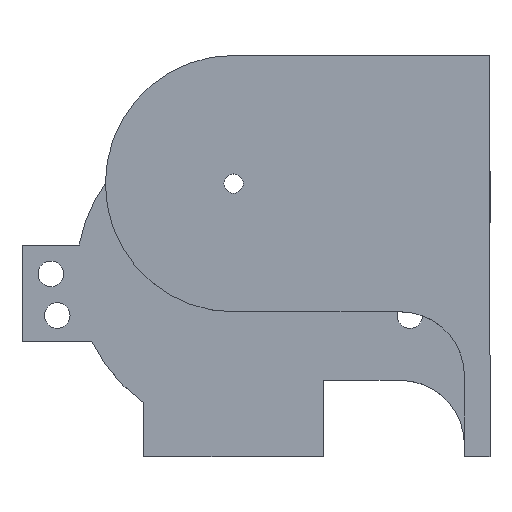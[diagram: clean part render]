
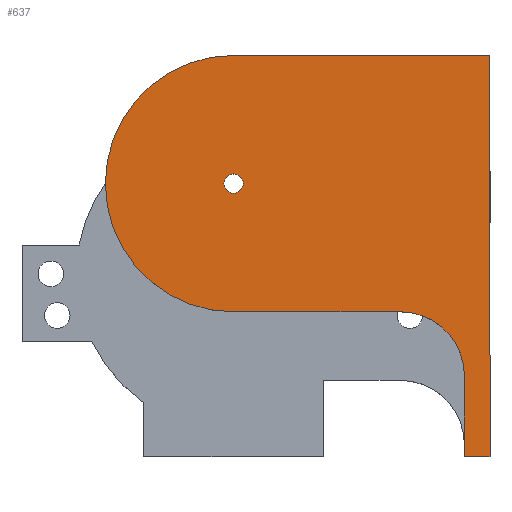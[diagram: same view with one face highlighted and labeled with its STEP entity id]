
A CAD part, top view. The second image highlights one B-rep face of the part: STEP entity #637.
In plain terms, the highlighted planar face has unit normal (0, 0, 1).
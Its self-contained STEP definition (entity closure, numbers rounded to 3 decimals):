
#35 = VERTEX_POINT ( 'NONE', #1546 ) ;
#39 = ORIENTED_EDGE ( 'NONE', *, *, #1098, .T. ) ;
#70 = VERTEX_POINT ( 'NONE', #491 ) ;
#94 = DIRECTION ( 'NONE',  ( 1., 0., 0. ) ) ;
#114 = VECTOR ( 'NONE', #782, 1000. ) ;
#135 = FACE_BOUND ( 'NONE', #641, .T. ) ;
#162 = ORIENTED_EDGE ( 'NONE', *, *, #1395, .T. ) ;
#170 = AXIS2_PLACEMENT_3D ( 'NONE', #920, #1156, #915 ) ;
#174 = LINE ( 'NONE', #247, #1253 ) ;
#201 = LINE ( 'NONE', #900, #114 ) ;
#204 = CARTESIAN_POINT ( 'NONE',  ( -1.5, 14., 49. ) ) ;
#223 = DIRECTION ( 'NONE',  ( 0., 0., -1. ) ) ;
#233 = EDGE_LOOP ( 'NONE', ( #671, #1491, #1476, #39, #162, #1139, #1092, #384 ) ) ;
#244 = VECTOR ( 'NONE', #490, 1000. ) ;
#247 = CARTESIAN_POINT ( 'NONE',  ( 40., -28.5, 49. ) ) ;
#298 = CARTESIAN_POINT ( 'NONE',  ( 0., 14., 49. ) ) ;
#357 = DIRECTION ( 'NONE',  ( 0., 1., 0. ) ) ;
#368 = AXIS2_PLACEMENT_3D ( 'NONE', #1423, #786, #532 ) ;
#384 = ORIENTED_EDGE ( 'NONE', *, *, #897, .F. ) ;
#404 = EDGE_CURVE ( 'NONE', #1166, #1109, #1192, .T. ) ;
#427 = VERTEX_POINT ( 'NONE', #1086 ) ;
#439 = AXIS2_PLACEMENT_3D ( 'NONE', #518, #1426, #94 ) ;
#481 = CARTESIAN_POINT ( 'NONE',  ( 26., -16., 49. ) ) ;
#490 = DIRECTION ( 'NONE',  ( 0., -1., 0. ) ) ;
#491 = CARTESIAN_POINT ( 'NONE',  ( 36., -28.5, 49. ) ) ;
#518 = CARTESIAN_POINT ( 'NONE',  ( 0., 14., 49. ) ) ;
#532 = DIRECTION ( 'NONE',  ( 1., 0., 0. ) ) ;
#566 = CARTESIAN_POINT ( 'NONE',  ( 40., 34., 49. ) ) ;
#587 = EDGE_CURVE ( 'NONE', #1031, #70, #1507, .T. ) ;
#597 = VERTEX_POINT ( 'NONE', #1001 ) ;
#607 = DIRECTION ( 'NONE',  ( 1., 0., 0. ) ) ;
#613 = DIRECTION ( 'NONE',  ( 0., 1., 0. ) ) ;
#616 = CARTESIAN_POINT ( 'NONE',  ( 1.5, 14., 49. ) ) ;
#625 = VERTEX_POINT ( 'NONE', #894 ) ;
#637 = ADVANCED_FACE ( 'NONE', ( #1178, #135 ), #756, .F. ) ;
#641 = EDGE_LOOP ( 'NONE', ( #704, #963 ) ) ;
#671 = ORIENTED_EDGE ( 'NONE', *, *, #796, .T. ) ;
#683 = DIRECTION ( 'NONE',  ( 0., 0., 1. ) ) ;
#704 = ORIENTED_EDGE ( 'NONE', *, *, #1474, .F. ) ;
#729 = CARTESIAN_POINT ( 'NONE',  ( 36., -16., 49. ) ) ;
#730 = LINE ( 'NONE', #566, #1155 ) ;
#748 = EDGE_CURVE ( 'NONE', #625, #1459, #780, .T. ) ;
#756 = PLANE ( 'NONE',  #846 ) ;
#780 = CIRCLE ( 'NONE', #368, 20. ) ;
#782 = DIRECTION ( 'NONE',  ( -1., 0., 0. ) ) ;
#786 = DIRECTION ( 'NONE',  ( 0., 0., 1. ) ) ;
#796 = EDGE_CURVE ( 'NONE', #597, #625, #201, .T. ) ;
#821 = DIRECTION ( 'NONE',  ( 1., 0., 0. ) ) ;
#846 = AXIS2_PLACEMENT_3D ( 'NONE', #1404, #1260, #613 ) ;
#894 = CARTESIAN_POINT ( 'NONE',  ( 0., 34., 49. ) ) ;
#897 = EDGE_CURVE ( 'NONE', #597, #427, #730, .T. ) ;
#898 = CARTESIAN_POINT ( 'NONE',  ( 26., -6., 49. ) ) ;
#900 = CARTESIAN_POINT ( 'NONE',  ( 40., 34., 49. ) ) ;
#915 = DIRECTION ( 'NONE',  ( 1., 0., 0. ) ) ;
#920 = CARTESIAN_POINT ( 'NONE',  ( 0., 14., 49. ) ) ;
#930 = CIRCLE ( 'NONE', #1463, 10. ) ;
#963 = ORIENTED_EDGE ( 'NONE', *, *, #404, .F. ) ;
#1001 = CARTESIAN_POINT ( 'NONE',  ( 40., 34., 49. ) ) ;
#1031 = VERTEX_POINT ( 'NONE', #729 ) ;
#1086 = CARTESIAN_POINT ( 'NONE',  ( 40., -28.5, 49. ) ) ;
#1092 = ORIENTED_EDGE ( 'NONE', *, *, #1263, .F. ) ;
#1098 = EDGE_CURVE ( 'NONE', #35, #1212, #1194, .T. ) ;
#1109 = VERTEX_POINT ( 'NONE', #204 ) ;
#1116 = CARTESIAN_POINT ( 'NONE',  ( 36., -6., 49. ) ) ;
#1132 = VECTOR ( 'NONE', #607, 1000. ) ;
#1139 = ORIENTED_EDGE ( 'NONE', *, *, #587, .T. ) ;
#1155 = VECTOR ( 'NONE', #1466, 1000. ) ;
#1156 = DIRECTION ( 'NONE',  ( 0., 0., 1. ) ) ;
#1166 = VERTEX_POINT ( 'NONE', #616 ) ;
#1178 = FACE_OUTER_BOUND ( 'NONE', #233, .T. ) ;
#1192 = CIRCLE ( 'NONE', #1511, 1.5 ) ;
#1194 = LINE ( 'NONE', #1116, #1132 ) ;
#1212 = VERTEX_POINT ( 'NONE', #898 ) ;
#1217 = CIRCLE ( 'NONE', #439, 20. ) ;
#1253 = VECTOR ( 'NONE', #1278, 1000. ) ;
#1260 = DIRECTION ( 'NONE',  ( 0., 0., -1. ) ) ;
#1263 = EDGE_CURVE ( 'NONE', #427, #70, #174, .T. ) ;
#1275 = CIRCLE ( 'NONE', #170, 1.5 ) ;
#1278 = DIRECTION ( 'NONE',  ( -1., 0., 0. ) ) ;
#1386 = CARTESIAN_POINT ( 'NONE',  ( 36., 34., 49. ) ) ;
#1395 = EDGE_CURVE ( 'NONE', #1212, #1031, #930, .T. ) ;
#1404 = CARTESIAN_POINT ( 'NONE',  ( 40., 34., 49. ) ) ;
#1423 = CARTESIAN_POINT ( 'NONE',  ( 0., 14., 49. ) ) ;
#1426 = DIRECTION ( 'NONE',  ( 0., 0., 1. ) ) ;
#1459 = VERTEX_POINT ( 'NONE', #1690 ) ;
#1463 = AXIS2_PLACEMENT_3D ( 'NONE', #481, #223, #357 ) ;
#1466 = DIRECTION ( 'NONE',  ( 0., -1., 0. ) ) ;
#1474 = EDGE_CURVE ( 'NONE', #1109, #1166, #1275, .T. ) ;
#1476 = ORIENTED_EDGE ( 'NONE', *, *, #1487, .T. ) ;
#1487 = EDGE_CURVE ( 'NONE', #1459, #35, #1217, .T. ) ;
#1491 = ORIENTED_EDGE ( 'NONE', *, *, #748, .T. ) ;
#1507 = LINE ( 'NONE', #1386, #244 ) ;
#1511 = AXIS2_PLACEMENT_3D ( 'NONE', #298, #683, #821 ) ;
#1546 = CARTESIAN_POINT ( 'NONE',  ( 0., -6., 49. ) ) ;
#1690 = CARTESIAN_POINT ( 'NONE',  ( -20., 14., 49. ) ) ;
